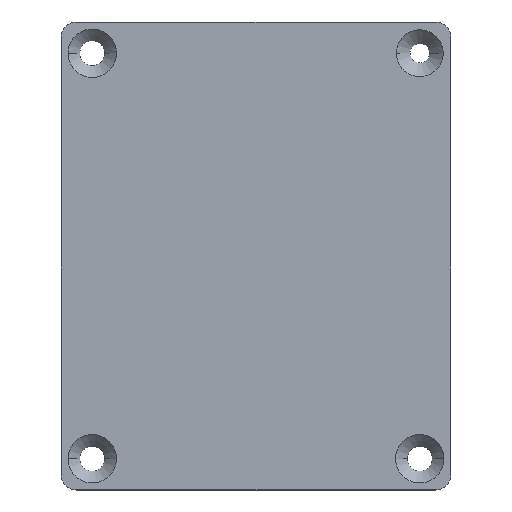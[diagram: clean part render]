
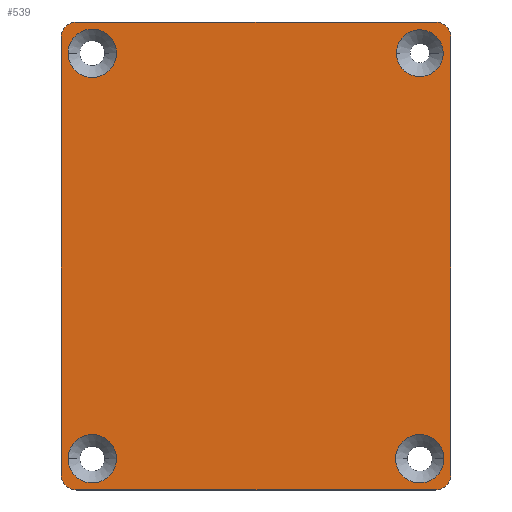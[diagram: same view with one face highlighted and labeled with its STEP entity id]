
A CAD part, top view. The second image highlights one B-rep face of the part: STEP entity #539.
In plain terms, the highlighted planar face has unit normal (0, 0, 1).
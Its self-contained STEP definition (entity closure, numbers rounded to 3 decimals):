
#17 = DIRECTION ( 'NONE',  ( 1., 0., 0. ) ) ;
#21 = EDGE_CURVE ( 'NONE', #681, #866, #882, .T. ) ;
#25 = EDGE_CURVE ( 'NONE', #32, #411, #203, .T. ) ;
#32 = VERTEX_POINT ( 'NONE', #812 ) ;
#35 = CARTESIAN_POINT ( 'NONE',  ( 2., 58., 3. ) ) ;
#36 = EDGE_CURVE ( 'NONE', #186, #128, #221, .T. ) ;
#40 = CARTESIAN_POINT ( 'NONE',  ( 50., 2., 3. ) ) ;
#49 = DIRECTION ( 'NONE',  ( 1., 0., 0. ) ) ;
#51 = CARTESIAN_POINT ( 'NONE',  ( 7.1, 4., 3. ) ) ;
#70 = ORIENTED_EDGE ( 'NONE', *, *, #146, .T. ) ;
#74 = EDGE_CURVE ( 'NONE', #411, #32, #718, .T. ) ;
#78 = DIRECTION ( 'NONE',  ( 1., 0., 0. ) ) ;
#82 = DIRECTION ( 'NONE',  ( 0., 0., -1. ) ) ;
#87 = AXIS2_PLACEMENT_3D ( 'NONE', #517, #806, #604 ) ;
#99 = DIRECTION ( 'NONE',  ( 1., 0., 0. ) ) ;
#111 = VERTEX_POINT ( 'NONE', #614 ) ;
#114 = DIRECTION ( 'NONE',  ( 1., 0., 0. ) ) ;
#116 = CARTESIAN_POINT ( 'NONE',  ( 2., 2., 3. ) ) ;
#124 = ORIENTED_EDGE ( 'NONE', *, *, #271, .T. ) ;
#126 = EDGE_CURVE ( 'NONE', #139, #671, #298, .T. ) ;
#128 = VERTEX_POINT ( 'NONE', #761 ) ;
#130 = DIRECTION ( 'NONE',  ( 0., 0., -1. ) ) ;
#133 = AXIS2_PLACEMENT_3D ( 'NONE', #605, #153, #871 ) ;
#139 = VERTEX_POINT ( 'NONE', #288 ) ;
#146 = EDGE_CURVE ( 'NONE', #128, #186, #390, .T. ) ;
#152 = CARTESIAN_POINT ( 'NONE',  ( 4., 56., 3. ) ) ;
#153 = DIRECTION ( 'NONE',  ( 0., 0., -1. ) ) ;
#159 = EDGE_CURVE ( 'NONE', #400, #775, #931, .T. ) ;
#163 = AXIS2_PLACEMENT_3D ( 'NONE', #35, #319, #99 ) ;
#175 = AXIS2_PLACEMENT_3D ( 'NONE', #406, #445, #513 ) ;
#176 = CIRCLE ( 'NONE', #719, 3.1 ) ;
#179 = ORIENTED_EDGE ( 'NONE', *, *, #159, .T. ) ;
#181 = CARTESIAN_POINT ( 'NONE',  ( 50., 2., 3. ) ) ;
#186 = VERTEX_POINT ( 'NONE', #51 ) ;
#203 = CIRCLE ( 'NONE', #175, 3. ) ;
#221 = CIRCLE ( 'NONE', #452, 3.1 ) ;
#233 = DIRECTION ( 'NONE',  ( 0., 0., -1. ) ) ;
#236 = FACE_BOUND ( 'NONE', #464, .T. ) ;
#239 = ORIENTED_EDGE ( 'NONE', *, *, #74, .T. ) ;
#260 = EDGE_CURVE ( 'NONE', #651, #139, #777, .T. ) ;
#264 = DIRECTION ( 'NONE',  ( 1., 0., 0. ) ) ;
#267 = DIRECTION ( 'NONE',  ( 0., 0., 1. ) ) ;
#270 = DIRECTION ( 'NONE',  ( 0., -1., 0. ) ) ;
#271 = EDGE_CURVE ( 'NONE', #111, #771, #701, .T. ) ;
#279 = CARTESIAN_POINT ( 'NONE',  ( 49.1, 4., 3. ) ) ;
#287 = CARTESIAN_POINT ( 'NONE',  ( 4., 4., 3. ) ) ;
#288 = CARTESIAN_POINT ( 'NONE',  ( 50., 58., 3. ) ) ;
#289 = CARTESIAN_POINT ( 'NONE',  ( 2., 60., 3. ) ) ;
#295 = AXIS2_PLACEMENT_3D ( 'NONE', #350, #82, #78 ) ;
#298 = CIRCLE ( 'NONE', #555, 2. ) ;
#305 = FACE_BOUND ( 'NONE', #564, .T. ) ;
#308 = CARTESIAN_POINT ( 'NONE',  ( 2., 60., 3. ) ) ;
#312 = PLANE ( 'NONE',  #852 ) ;
#319 = DIRECTION ( 'NONE',  ( 0., 0., 1. ) ) ;
#335 = CARTESIAN_POINT ( 'NONE',  ( 0.9, 56., 3. ) ) ;
#348 = DIRECTION ( 'NONE',  ( 1., 0., 0. ) ) ;
#350 = CARTESIAN_POINT ( 'NONE',  ( 46., 56., 3. ) ) ;
#355 = DIRECTION ( 'NONE',  ( 0., 0., -1. ) ) ;
#356 = EDGE_CURVE ( 'NONE', #866, #681, #176, .T. ) ;
#370 = FACE_BOUND ( 'NONE', #413, .T. ) ;
#387 = EDGE_CURVE ( 'NONE', #708, #651, #579, .T. ) ;
#390 = CIRCLE ( 'NONE', #87, 3.1 ) ;
#395 = CARTESIAN_POINT ( 'NONE',  ( 2., 2., 3. ) ) ;
#400 = VERTEX_POINT ( 'NONE', #421 ) ;
#406 = CARTESIAN_POINT ( 'NONE',  ( 46., 56., 3. ) ) ;
#408 = DIRECTION ( 'NONE',  ( 1., 0., 0. ) ) ;
#411 = VERTEX_POINT ( 'NONE', #642 ) ;
#412 = CARTESIAN_POINT ( 'NONE',  ( 48., 0., 3. ) ) ;
#413 = EDGE_LOOP ( 'NONE', ( #576, #239 ) ) ;
#421 = CARTESIAN_POINT ( 'NONE',  ( 7.1, 56., 3. ) ) ;
#422 = CIRCLE ( 'NONE', #133, 3.1 ) ;
#445 = DIRECTION ( 'NONE',  ( 0., 0., -1. ) ) ;
#451 = DIRECTION ( 'NONE',  ( 1., 0., 0. ) ) ;
#452 = AXIS2_PLACEMENT_3D ( 'NONE', #287, #355, #516 ) ;
#454 = ORIENTED_EDGE ( 'NONE', *, *, #776, .T. ) ;
#456 = FACE_BOUND ( 'NONE', #742, .T. ) ;
#464 = EDGE_LOOP ( 'NONE', ( #553, #70 ) ) ;
#468 = CARTESIAN_POINT ( 'NONE',  ( 48., 58., 3. ) ) ;
#478 = CARTESIAN_POINT ( 'NONE',  ( 2., 0., 3. ) ) ;
#483 = DIRECTION ( 'NONE',  ( 1., 0., 0. ) ) ;
#487 = CARTESIAN_POINT ( 'NONE',  ( 0., 2., 3. ) ) ;
#492 = DIRECTION ( 'NONE',  ( 0., 0., -1. ) ) ;
#493 = CIRCLE ( 'NONE', #558, 2. ) ;
#513 = DIRECTION ( 'NONE',  ( 1., 0., 0. ) ) ;
#516 = DIRECTION ( 'NONE',  ( 1., 0., 0. ) ) ;
#517 = CARTESIAN_POINT ( 'NONE',  ( 4., 4., 3. ) ) ;
#524 = DIRECTION ( 'NONE',  ( 0., 0., 1. ) ) ;
#535 = ORIENTED_EDGE ( 'NONE', *, *, #260, .T. ) ;
#539 = ADVANCED_FACE ( 'NONE', ( #370, #305, #236, #456, #830 ), #312, .T. ) ;
#553 = ORIENTED_EDGE ( 'NONE', *, *, #36, .T. ) ;
#555 = AXIS2_PLACEMENT_3D ( 'NONE', #468, #524, #17 ) ;
#556 = DIRECTION ( 'NONE',  ( 0., 1., 0. ) ) ;
#557 = EDGE_CURVE ( 'NONE', #611, #111, #633, .T. ) ;
#558 = AXIS2_PLACEMENT_3D ( 'NONE', #116, #267, #408 ) ;
#564 = EDGE_LOOP ( 'NONE', ( #592, #952 ) ) ;
#567 = AXIS2_PLACEMENT_3D ( 'NONE', #152, #233, #451 ) ;
#569 = ORIENTED_EDGE ( 'NONE', *, *, #126, .T. ) ;
#576 = ORIENTED_EDGE ( 'NONE', *, *, #25, .T. ) ;
#579 = CIRCLE ( 'NONE', #704, 2. ) ;
#582 = LINE ( 'NONE', #289, #684 ) ;
#592 = ORIENTED_EDGE ( 'NONE', *, *, #356, .T. ) ;
#599 = ORIENTED_EDGE ( 'NONE', *, *, #870, .T. ) ;
#604 = DIRECTION ( 'NONE',  ( 1., 0., 0. ) ) ;
#605 = CARTESIAN_POINT ( 'NONE',  ( 4., 56., 3. ) ) ;
#611 = VERTEX_POINT ( 'NONE', #308 ) ;
#614 = CARTESIAN_POINT ( 'NONE',  ( 0., 58., 3. ) ) ;
#621 = VECTOR ( 'NONE', #264, 1000. ) ;
#625 = VERTEX_POINT ( 'NONE', #478 ) ;
#633 = CIRCLE ( 'NONE', #163, 2. ) ;
#637 = ORIENTED_EDGE ( 'NONE', *, *, #387, .T. ) ;
#640 = CARTESIAN_POINT ( 'NONE',  ( 2., 0., 3. ) ) ;
#642 = CARTESIAN_POINT ( 'NONE',  ( 43., 56., 3. ) ) ;
#644 = CARTESIAN_POINT ( 'NONE',  ( 46., 4., 3. ) ) ;
#651 = VERTEX_POINT ( 'NONE', #181 ) ;
#652 = CARTESIAN_POINT ( 'NONE',  ( 48., 60., 3. ) ) ;
#653 = EDGE_LOOP ( 'NONE', ( #454, #686, #637, #535, #569, #599, #933, #124 ) ) ;
#671 = VERTEX_POINT ( 'NONE', #652 ) ;
#677 = VECTOR ( 'NONE', #270, 1000. ) ;
#681 = VERTEX_POINT ( 'NONE', #857 ) ;
#684 = VECTOR ( 'NONE', #877, 1000. ) ;
#686 = ORIENTED_EDGE ( 'NONE', *, *, #784, .T. ) ;
#701 = LINE ( 'NONE', #922, #677 ) ;
#704 = AXIS2_PLACEMENT_3D ( 'NONE', #713, #862, #49 ) ;
#707 = LINE ( 'NONE', #640, #621 ) ;
#708 = VERTEX_POINT ( 'NONE', #412 ) ;
#713 = CARTESIAN_POINT ( 'NONE',  ( 48., 2., 3. ) ) ;
#718 = CIRCLE ( 'NONE', #295, 3. ) ;
#719 = AXIS2_PLACEMENT_3D ( 'NONE', #644, #130, #348 ) ;
#742 = EDGE_LOOP ( 'NONE', ( #179, #937 ) ) ;
#761 = CARTESIAN_POINT ( 'NONE',  ( 0.9, 4., 3. ) ) ;
#762 = DIRECTION ( 'NONE',  ( 0., 0., 1. ) ) ;
#765 = VECTOR ( 'NONE', #556, 1000. ) ;
#771 = VERTEX_POINT ( 'NONE', #487 ) ;
#775 = VERTEX_POINT ( 'NONE', #335 ) ;
#776 = EDGE_CURVE ( 'NONE', #771, #625, #493, .T. ) ;
#777 = LINE ( 'NONE', #40, #765 ) ;
#778 = CARTESIAN_POINT ( 'NONE',  ( 46., 4., 3. ) ) ;
#784 = EDGE_CURVE ( 'NONE', #625, #708, #707, .T. ) ;
#806 = DIRECTION ( 'NONE',  ( 0., 0., -1. ) ) ;
#812 = CARTESIAN_POINT ( 'NONE',  ( 49., 56., 3. ) ) ;
#830 = FACE_OUTER_BOUND ( 'NONE', #653, .T. ) ;
#849 = AXIS2_PLACEMENT_3D ( 'NONE', #778, #492, #114 ) ;
#852 = AXIS2_PLACEMENT_3D ( 'NONE', #395, #762, #483 ) ;
#857 = CARTESIAN_POINT ( 'NONE',  ( 42.9, 4., 3. ) ) ;
#862 = DIRECTION ( 'NONE',  ( 0., 0., 1. ) ) ;
#864 = EDGE_CURVE ( 'NONE', #775, #400, #422, .T. ) ;
#866 = VERTEX_POINT ( 'NONE', #279 ) ;
#870 = EDGE_CURVE ( 'NONE', #671, #611, #582, .T. ) ;
#871 = DIRECTION ( 'NONE',  ( 1., 0., 0. ) ) ;
#877 = DIRECTION ( 'NONE',  ( -1., 0., 0. ) ) ;
#882 = CIRCLE ( 'NONE', #849, 3.1 ) ;
#922 = CARTESIAN_POINT ( 'NONE',  ( 0., 2., 3. ) ) ;
#931 = CIRCLE ( 'NONE', #567, 3.1 ) ;
#933 = ORIENTED_EDGE ( 'NONE', *, *, #557, .T. ) ;
#937 = ORIENTED_EDGE ( 'NONE', *, *, #864, .T. ) ;
#952 = ORIENTED_EDGE ( 'NONE', *, *, #21, .T. ) ;
